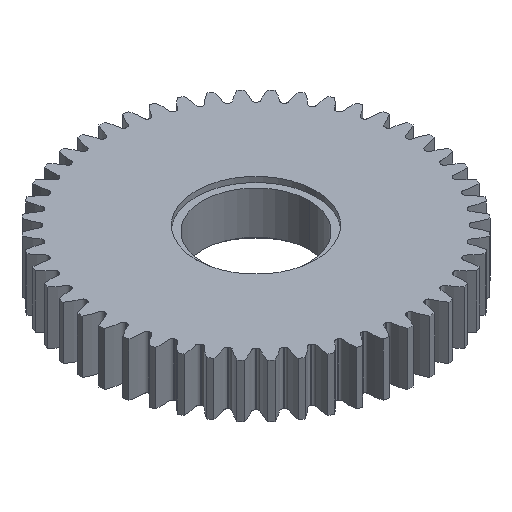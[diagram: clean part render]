
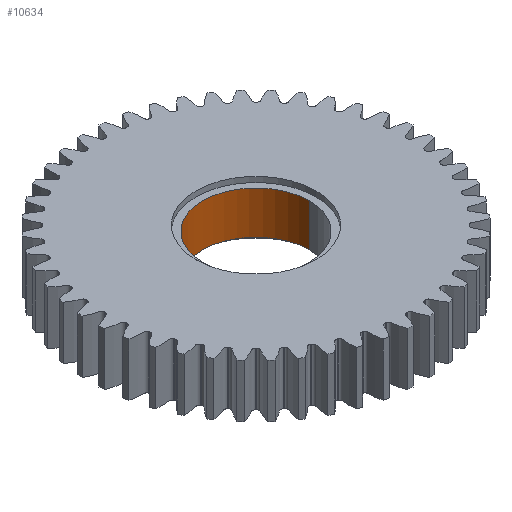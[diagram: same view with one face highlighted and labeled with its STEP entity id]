
A CAD part, isometric view. The second image highlights one B-rep face of the part: STEP entity #10634.
In plain terms, the highlighted cylindrical face has radius 8 mm (diameter 16 mm), a partial arc.
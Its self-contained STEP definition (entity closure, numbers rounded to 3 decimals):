
#187 = CIRCLE ( 'NONE', #7434, 8. ) ;
#190 = CIRCLE ( 'NONE', #7433, 8. ) ;
#191 = LINE ( 'NONE', #10045, #194 ) ;
#194 = VECTOR ( 'NONE', #10033, 1000. ) ;
#195 = LINE ( 'NONE', #10049, #197 ) ;
#197 = VECTOR ( 'NONE', #10038, 1000. ) ;
#509 = FACE_OUTER_BOUND ( 'NONE', #3279, .T. ) ;
#513 = CYLINDRICAL_SURFACE ( 'NONE', #7547, 8. ) ;
#3279 = EDGE_LOOP ( 'NONE', ( #6559, #6481, #6508, #6546 ) ) ;
#5344 = DIRECTION ( 'NONE',  ( 1., 0., 0. ) ) ;
#5351 = DIRECTION ( 'NONE',  ( 0., 0., 1. ) ) ;
#5353 = CARTESIAN_POINT ( 'NONE',  ( 0., 0., 0. ) ) ;
#6466 = VERTEX_POINT ( 'NONE', #8673 ) ;
#6481 = ORIENTED_EDGE ( 'NONE', *, *, #7149, .F. ) ;
#6508 = ORIENTED_EDGE ( 'NONE', *, *, #7150, .T. ) ;
#6546 = ORIENTED_EDGE ( 'NONE', *, *, #7148, .F. ) ;
#6559 = ORIENTED_EDGE ( 'NONE', *, *, #7152, .F. ) ;
#7148 = EDGE_CURVE ( 'NONE', #8589, #8590, #190, .T. ) ;
#7149 = EDGE_CURVE ( 'NONE', #8579, #6466, #187, .T. ) ;
#7150 = EDGE_CURVE ( 'NONE', #8579, #8590, #191, .T. ) ;
#7152 = EDGE_CURVE ( 'NONE', #6466, #8589, #195, .T. ) ;
#7433 = AXIS2_PLACEMENT_3D ( 'NONE', #10042, #10043, #10044 ) ;
#7434 = AXIS2_PLACEMENT_3D ( 'NONE', #10046, #10047, #10048 ) ;
#7547 = AXIS2_PLACEMENT_3D ( 'NONE', #5353, #5351, #5344 ) ;
#8579 = VERTEX_POINT ( 'NONE', #10865 ) ;
#8589 = VERTEX_POINT ( 'NONE', #10894 ) ;
#8590 = VERTEX_POINT ( 'NONE', #10849 ) ;
#8673 = CARTESIAN_POINT ( 'NONE',  ( -8., 0., 0.8 ) ) ;
#10033 = DIRECTION ( 'NONE',  ( 0., 0., 1. ) ) ;
#10038 = DIRECTION ( 'NONE',  ( 0., 0., 1. ) ) ;
#10042 = CARTESIAN_POINT ( 'NONE',  ( 0., 0., 7.2 ) ) ;
#10043 = DIRECTION ( 'NONE',  ( 0., 0., -1. ) ) ;
#10044 = DIRECTION ( 'NONE',  ( 1., 0., 0. ) ) ;
#10045 = CARTESIAN_POINT ( 'NONE',  ( 8., 0., 0. ) ) ;
#10046 = CARTESIAN_POINT ( 'NONE',  ( 0., 0., 0.8 ) ) ;
#10047 = DIRECTION ( 'NONE',  ( 0., 0., 1. ) ) ;
#10048 = DIRECTION ( 'NONE',  ( -1., 0., 0. ) ) ;
#10049 = CARTESIAN_POINT ( 'NONE',  ( -8., 0., 0. ) ) ;
#10634 = ADVANCED_FACE ( 'NONE', ( #509 ), #513, .F. ) ;
#10849 = CARTESIAN_POINT ( 'NONE',  ( 8., 0., 7.2 ) ) ;
#10865 = CARTESIAN_POINT ( 'NONE',  ( 8., 0., 0.8 ) ) ;
#10894 = CARTESIAN_POINT ( 'NONE',  ( -8., 0., 7.2 ) ) ;
